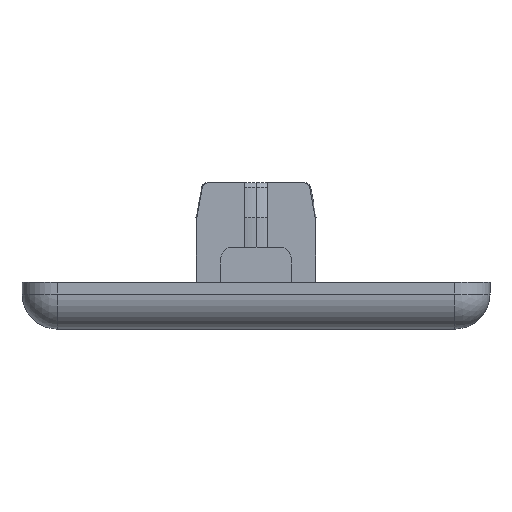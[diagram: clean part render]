
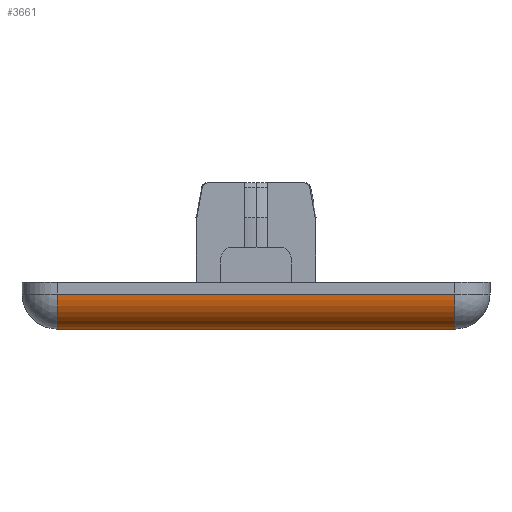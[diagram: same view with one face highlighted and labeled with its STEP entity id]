
A CAD part, left-side view. The second image highlights one B-rep face of the part: STEP entity #3661.
In plain terms, the highlighted cylindrical face has radius 3 mm (diameter 6 mm), a partial arc.
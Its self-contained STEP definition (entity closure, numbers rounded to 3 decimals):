
#2382 = PLANE('',#2383);
#2383 = AXIS2_PLACEMENT_3D('',#2384,#2385,#2386);
#2384 = CARTESIAN_POINT('',(-40.,17.,4.));
#2385 = DIRECTION('',(1.,0.,-0.));
#2386 = DIRECTION('',(0.,1.,0.));
#2927 = VERTEX_POINT('',#2928);
#2928 = CARTESIAN_POINT('',(-40.,17.,3.));
#2943 = SPHERICAL_SURFACE('',#2944,3.);
#2944 = AXIS2_PLACEMENT_3D('',#2945,#2946,#2947);
#2945 = CARTESIAN_POINT('',(-37.,17.,3.));
#2946 = DIRECTION('',(0.,1.,0.));
#2947 = DIRECTION('',(1.,0.,0.));
#3003 = EDGE_CURVE('',#2927,#3004,#3006,.T.);
#3004 = VERTEX_POINT('',#3005);
#3005 = CARTESIAN_POINT('',(-40.,-17.,3.));
#3006 = SURFACE_CURVE('',#3007,(#3011,#3018),.PCURVE_S1.);
#3007 = LINE('',#3008,#3009);
#3008 = CARTESIAN_POINT('',(-40.,17.,3.));
#3009 = VECTOR('',#3010,1.);
#3010 = DIRECTION('',(0.,-1.,0.));
#3011 = PCURVE('',#2382,#3012);
#3012 = DEFINITIONAL_REPRESENTATION('',(#3013),#3017);
#3013 = LINE('',#3014,#3015);
#3014 = CARTESIAN_POINT('',(0.,-1.));
#3015 = VECTOR('',#3016,1.);
#3016 = DIRECTION('',(-1.,0.));
#3017 = ( GEOMETRIC_REPRESENTATION_CONTEXT(2) 
PARAMETRIC_REPRESENTATION_CONTEXT() REPRESENTATION_CONTEXT('2D SPACE',''
  ) );
#3018 = PCURVE('',#3019,#3024);
#3019 = CYLINDRICAL_SURFACE('',#3020,3.);
#3020 = AXIS2_PLACEMENT_3D('',#3021,#3022,#3023);
#3021 = CARTESIAN_POINT('',(-37.,17.,3.));
#3022 = DIRECTION('',(0.,1.,0.));
#3023 = DIRECTION('',(0.,0.,-1.));
#3024 = DEFINITIONAL_REPRESENTATION('',(#3025),#3029);
#3025 = LINE('',#3026,#3027);
#3026 = CARTESIAN_POINT('',(1.571,0.));
#3027 = VECTOR('',#3028,1.);
#3028 = DIRECTION('',(0.,-1.));
#3029 = ( GEOMETRIC_REPRESENTATION_CONTEXT(2) 
PARAMETRIC_REPRESENTATION_CONTEXT() REPRESENTATION_CONTEXT('2D SPACE',''
  ) );
#3074 = SPHERICAL_SURFACE('',#3075,3.);
#3075 = AXIS2_PLACEMENT_3D('',#3076,#3077,#3078);
#3076 = CARTESIAN_POINT('',(-37.,-17.,3.));
#3077 = DIRECTION('',(0.,1.,0.));
#3078 = DIRECTION('',(1.,0.,0.));
#3277 = VERTEX_POINT('',#3278);
#3278 = CARTESIAN_POINT('',(-37.,-17.,0.));
#3285 = PLANE('',#3286);
#3286 = AXIS2_PLACEMENT_3D('',#3287,#3288,#3289);
#3287 = CARTESIAN_POINT('',(37.,17.,0.));
#3288 = DIRECTION('',(0.,0.,1.));
#3289 = DIRECTION('',(1.,0.,-0.));
#3304 = EDGE_CURVE('',#3277,#3305,#3307,.T.);
#3305 = VERTEX_POINT('',#3306);
#3306 = CARTESIAN_POINT('',(-37.,17.,0.));
#3307 = SURFACE_CURVE('',#3308,(#3312,#3319),.PCURVE_S1.);
#3308 = LINE('',#3309,#3310);
#3309 = CARTESIAN_POINT('',(-37.,17.,0.));
#3310 = VECTOR('',#3311,1.);
#3311 = DIRECTION('',(-0.,1.,-0.));
#3312 = PCURVE('',#3285,#3313);
#3313 = DEFINITIONAL_REPRESENTATION('',(#3314),#3318);
#3314 = LINE('',#3315,#3316);
#3315 = CARTESIAN_POINT('',(-74.,0.));
#3316 = VECTOR('',#3317,1.);
#3317 = DIRECTION('',(0.,1.));
#3318 = ( GEOMETRIC_REPRESENTATION_CONTEXT(2) 
PARAMETRIC_REPRESENTATION_CONTEXT() REPRESENTATION_CONTEXT('2D SPACE',''
  ) );
#3319 = PCURVE('',#3019,#3320);
#3320 = DEFINITIONAL_REPRESENTATION('',(#3321),#3325);
#3321 = LINE('',#3322,#3323);
#3322 = CARTESIAN_POINT('',(0.,0.));
#3323 = VECTOR('',#3324,1.);
#3324 = DIRECTION('',(0.,1.));
#3325 = ( GEOMETRIC_REPRESENTATION_CONTEXT(2) 
PARAMETRIC_REPRESENTATION_CONTEXT() REPRESENTATION_CONTEXT('2D SPACE',''
  ) );
#3590 = EDGE_CURVE('',#3277,#3004,#3591,.T.);
#3591 = SURFACE_CURVE('',#3592,(#3597,#3604),.PCURVE_S1.);
#3592 = CIRCLE('',#3593,3.);
#3593 = AXIS2_PLACEMENT_3D('',#3594,#3595,#3596);
#3594 = CARTESIAN_POINT('',(-37.,-17.,3.));
#3595 = DIRECTION('',(0.,1.,0.));
#3596 = DIRECTION('',(0.,-0.,1.));
#3597 = PCURVE('',#3074,#3598);
#3598 = DEFINITIONAL_REPRESENTATION('',(#3599),#3603);
#3599 = LINE('',#3600,#3601);
#3600 = CARTESIAN_POINT('',(-1.571,0.));
#3601 = VECTOR('',#3602,1.);
#3602 = DIRECTION('',(1.,0.));
#3603 = ( GEOMETRIC_REPRESENTATION_CONTEXT(2) 
PARAMETRIC_REPRESENTATION_CONTEXT() REPRESENTATION_CONTEXT('2D SPACE',''
  ) );
#3604 = PCURVE('',#3019,#3605);
#3605 = DEFINITIONAL_REPRESENTATION('',(#3606),#3610);
#3606 = LINE('',#3607,#3608);
#3607 = CARTESIAN_POINT('',(-3.142,-34.));
#3608 = VECTOR('',#3609,1.);
#3609 = DIRECTION('',(1.,0.));
#3610 = ( GEOMETRIC_REPRESENTATION_CONTEXT(2) 
PARAMETRIC_REPRESENTATION_CONTEXT() REPRESENTATION_CONTEXT('2D SPACE',''
  ) );
#3661 = ADVANCED_FACE('',(#3662),#3019,.T.);
#3662 = FACE_BOUND('',#3663,.T.);
#3663 = EDGE_LOOP('',(#3664,#3665,#3666,#3688));
#3664 = ORIENTED_EDGE('',*,*,#3590,.T.);
#3665 = ORIENTED_EDGE('',*,*,#3003,.F.);
#3666 = ORIENTED_EDGE('',*,*,#3667,.F.);
#3667 = EDGE_CURVE('',#3305,#2927,#3668,.T.);
#3668 = SURFACE_CURVE('',#3669,(#3674,#3681),.PCURVE_S1.);
#3669 = CIRCLE('',#3670,3.);
#3670 = AXIS2_PLACEMENT_3D('',#3671,#3672,#3673);
#3671 = CARTESIAN_POINT('',(-37.,17.,3.));
#3672 = DIRECTION('',(0.,1.,0.));
#3673 = DIRECTION('',(0.,-0.,1.));
#3674 = PCURVE('',#3019,#3675);
#3675 = DEFINITIONAL_REPRESENTATION('',(#3676),#3680);
#3676 = LINE('',#3677,#3678);
#3677 = CARTESIAN_POINT('',(-3.142,0.));
#3678 = VECTOR('',#3679,1.);
#3679 = DIRECTION('',(1.,0.));
#3680 = ( GEOMETRIC_REPRESENTATION_CONTEXT(2) 
PARAMETRIC_REPRESENTATION_CONTEXT() REPRESENTATION_CONTEXT('2D SPACE',''
  ) );
#3681 = PCURVE('',#2943,#3682);
#3682 = DEFINITIONAL_REPRESENTATION('',(#3683),#3687);
#3683 = LINE('',#3684,#3685);
#3684 = CARTESIAN_POINT('',(-1.571,0.));
#3685 = VECTOR('',#3686,1.);
#3686 = DIRECTION('',(1.,0.));
#3687 = ( GEOMETRIC_REPRESENTATION_CONTEXT(2) 
PARAMETRIC_REPRESENTATION_CONTEXT() REPRESENTATION_CONTEXT('2D SPACE',''
  ) );
#3688 = ORIENTED_EDGE('',*,*,#3304,.F.);
